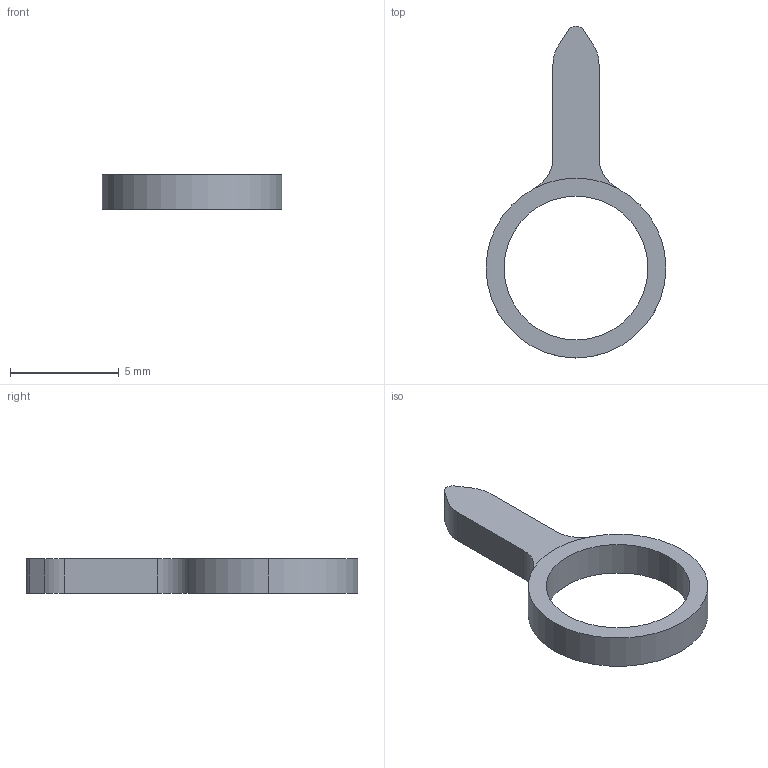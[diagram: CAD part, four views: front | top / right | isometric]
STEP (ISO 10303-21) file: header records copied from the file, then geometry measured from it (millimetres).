
FILE_DESCRIPTION (( 'STEP AP214' ), '1' );
FILE_NAME ('Battery Voltage PointerSR2.STEP', '2021-03-19T03:26:57', ( '' ), ( '' ), 'SwSTEP 2.0', 'SolidWorks 2019', '' );
FILE_SCHEMA (( 'AUTOMOTIVE_DESIGN' ));
Length unit declared in the file: inch
Products named in the file (1): Battery Voltage PointerSR2
Bounding box: 8.26 x 15.24 x 1.59 mm (x, y, z)
Volume: 53 mm3; surface area: 160.5 mm2
Topology: 1 solids, 1 shells, 17 faces, 43 edges, 28 vertices
Faces by surface type: cylinder 10, plane 7
Entity records: 709 total; most frequent: DIRECTION 100, CARTESIAN_POINT 89, ORIENTED_EDGE 86, EDGE_CURVE 43, AXIS2_PLACEMENT_3D 39, VERTEX_POINT 28, LINE 22, VECTOR 22
